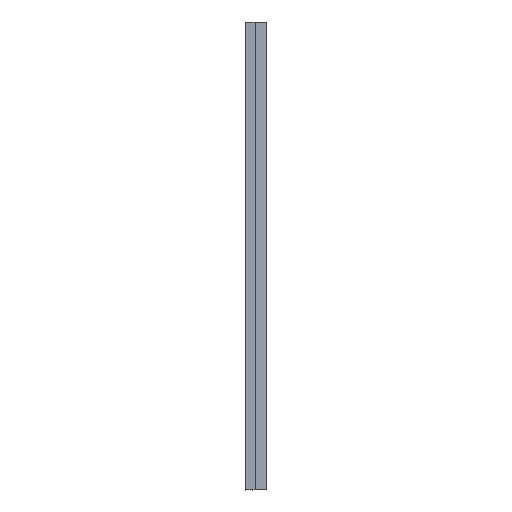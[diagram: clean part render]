
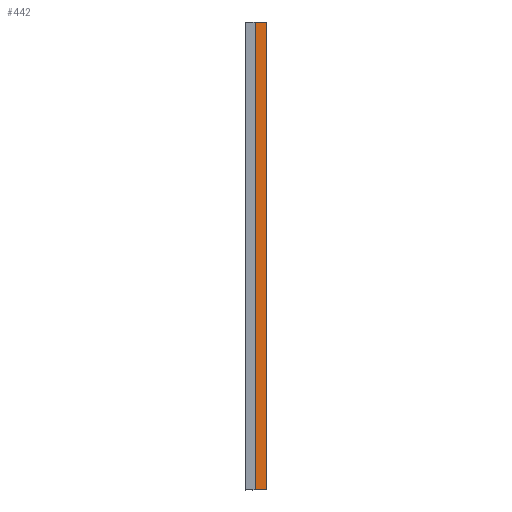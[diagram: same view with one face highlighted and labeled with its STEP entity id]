
A CAD part, left-side view. The second image highlights one B-rep face of the part: STEP entity #442.
In plain terms, the highlighted planar face has unit normal (-1, 0, 0).
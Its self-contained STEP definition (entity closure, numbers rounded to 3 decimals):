
#19 = CARTESIAN_POINT ( 'NONE',  ( -4., -12., 0. ) ) ;
#82 = VECTOR ( 'NONE', #296, 1000. ) ;
#113 = DIRECTION ( 'NONE',  ( 0., 1., 0. ) ) ;
#157 = ORIENTED_EDGE ( 'NONE', *, *, #727, .F. ) ;
#165 = CARTESIAN_POINT ( 'NONE',  ( -4., 0., 0. ) ) ;
#169 = VECTOR ( 'NONE', #820, 1000. ) ;
#184 = EDGE_CURVE ( 'NONE', #382, #578, #510, .T. ) ;
#210 = ORIENTED_EDGE ( 'NONE', *, *, #732, .F. ) ;
#240 = CARTESIAN_POINT ( 'NONE',  ( -4., 0., 0. ) ) ;
#274 = CARTESIAN_POINT ( 'NONE',  ( -4., -12., 500. ) ) ;
#296 = DIRECTION ( 'NONE',  ( 0., -1., 0. ) ) ;
#301 = EDGE_CURVE ( 'NONE', #550, #382, #415, .T. ) ;
#339 = PLANE ( 'NONE',  #547 ) ;
#341 = DIRECTION ( 'NONE',  ( 0., 0., -1. ) ) ;
#345 = ORIENTED_EDGE ( 'NONE', *, *, #184, .F. ) ;
#364 = DIRECTION ( 'NONE',  ( 0., 0., 1. ) ) ;
#382 = VERTEX_POINT ( 'NONE', #274 ) ;
#415 = LINE ( 'NONE', #827, #82 ) ;
#416 = EDGE_LOOP ( 'NONE', ( #345, #598, #157, #210 ) ) ;
#442 = ADVANCED_FACE ( 'NONE', ( #487 ), #339, .F. ) ;
#469 = VECTOR ( 'NONE', #113, 1000. ) ;
#487 = FACE_OUTER_BOUND ( 'NONE', #416, .T. ) ;
#502 = CARTESIAN_POINT ( 'NONE',  ( -4., 0., 500. ) ) ;
#510 = LINE ( 'NONE', #628, #169 ) ;
#547 = AXIS2_PLACEMENT_3D ( 'NONE', #609, #670, #341 ) ;
#550 = VERTEX_POINT ( 'NONE', #626 ) ;
#578 = VERTEX_POINT ( 'NONE', #19 ) ;
#598 = ORIENTED_EDGE ( 'NONE', *, *, #301, .F. ) ;
#609 = CARTESIAN_POINT ( 'NONE',  ( -4., 0., 500. ) ) ;
#626 = CARTESIAN_POINT ( 'NONE',  ( -4., 0., 500. ) ) ;
#628 = CARTESIAN_POINT ( 'NONE',  ( -4., -12., 500. ) ) ;
#638 = LINE ( 'NONE', #502, #664 ) ;
#647 = LINE ( 'NONE', #240, #469 ) ;
#664 = VECTOR ( 'NONE', #364, 1000. ) ;
#670 = DIRECTION ( 'NONE',  ( 1., 0., 0. ) ) ;
#705 = VERTEX_POINT ( 'NONE', #165 ) ;
#727 = EDGE_CURVE ( 'NONE', #705, #550, #638, .T. ) ;
#732 = EDGE_CURVE ( 'NONE', #578, #705, #647, .T. ) ;
#820 = DIRECTION ( 'NONE',  ( 0., 0., -1. ) ) ;
#827 = CARTESIAN_POINT ( 'NONE',  ( -4., 0., 500. ) ) ;
